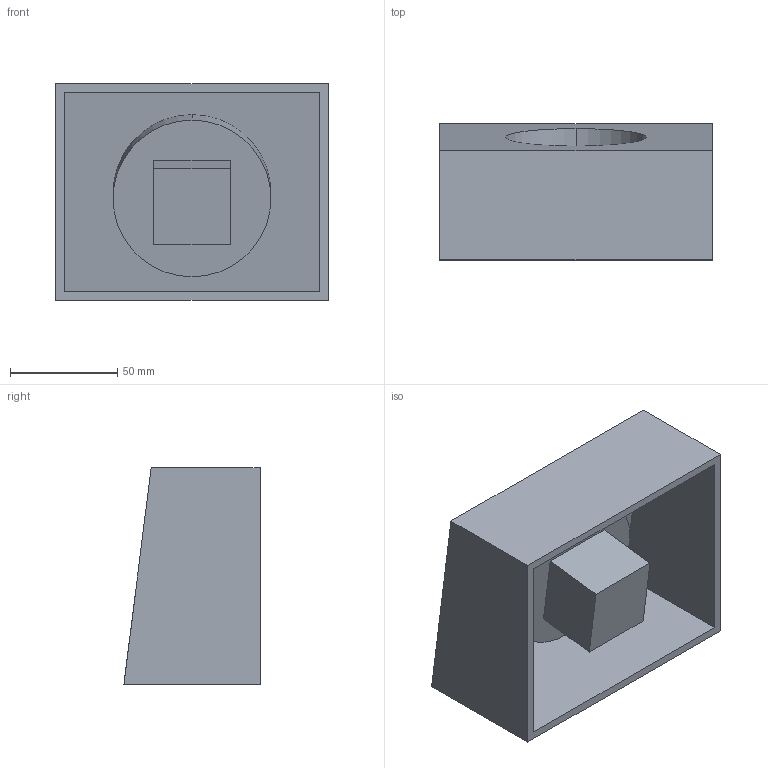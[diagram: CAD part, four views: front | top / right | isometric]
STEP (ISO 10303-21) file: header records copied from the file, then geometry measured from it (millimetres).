
FILE_DESCRIPTION (( 'STEP AP214' ), '1' );
FILE_NAME ('Speech Board Test 1.STEP', '2024-10-28T12:51:24', ( '' ), ( '' ), 'SwSTEP 2.0', 'SolidWorks 2024', '' );
FILE_SCHEMA (( 'AUTOMOTIVE_DESIGN' ));
Length unit declared in the file: inch
Products named in the file (1): Speech Board Test 1
Bounding box: 127 x 63.5 x 100.8 mm (x, y, z)
Volume: 170341.5 mm3; surface area: 91154.4 mm2
Topology: 1 solids, 1 shells, 27 faces, 60 edges, 40 vertices
Faces by surface type: plane 23, cylinder 4
Entity records: 769 total; most frequent: CARTESIAN_POINT 128, DIRECTION 124, ORIENTED_EDGE 120, EDGE_CURVE 60, LINE 52, VECTOR 52, VERTEX_POINT 40, AXIS2_PLACEMENT_3D 36
